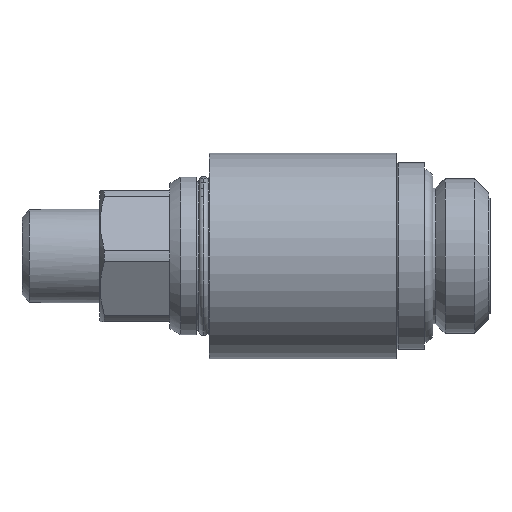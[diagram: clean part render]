
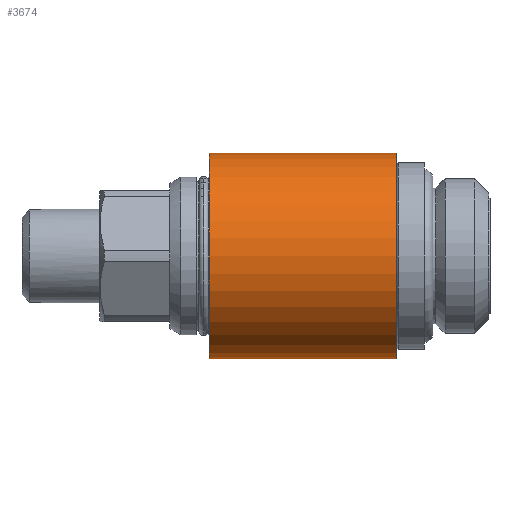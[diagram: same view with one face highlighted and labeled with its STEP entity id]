
A CAD part, left-side view. The second image highlights one B-rep face of the part: STEP entity #3674.
In plain terms, the highlighted cylindrical face has radius 11 mm (diameter 22 mm), a partial arc.
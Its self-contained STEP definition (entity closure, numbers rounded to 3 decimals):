
#13 = DIRECTION ( 'NONE',  ( 0., 1., 0. ) ) ;
#14 = VECTOR ( 'NONE', #13, 1000. ) ;
#15 = CARTESIAN_POINT ( 'NONE',  ( 0., 33.886, -11. ) ) ;
#28 = CARTESIAN_POINT ( 'NONE',  ( 0., 10.3, -11. ) ) ;
#63 = LINE ( 'NONE', #15, #14 ) ;
#83 = DIRECTION ( 'NONE',  ( 0., 1., 0. ) ) ;
#84 = CARTESIAN_POINT ( 'NONE',  ( 0., 33.886, 11. ) ) ;
#85 = LINE ( 'NONE', #84, #88 ) ;
#88 = VECTOR ( 'NONE', #83, 1000. ) ;
#132 = CARTESIAN_POINT ( 'NONE',  ( 0., 10.3, 11. ) ) ;
#408 = CARTESIAN_POINT ( 'NONE',  ( 0., 30.3, 11. ) ) ;
#566 = CYLINDRICAL_SURFACE ( 'NONE', #576, 11. ) ;
#567 = FACE_OUTER_BOUND ( 'NONE', #3682, .T. ) ;
#572 = DIRECTION ( 'NONE',  ( 0., 0., 1. ) ) ;
#573 = DIRECTION ( 'NONE',  ( 0., 1., 0. ) ) ;
#575 = CARTESIAN_POINT ( 'NONE',  ( 0., 33.886, 0. ) ) ;
#576 = AXIS2_PLACEMENT_3D ( 'NONE', #575, #573, #572 ) ;
#579 = CIRCLE ( 'NONE', #596, 11. ) ;
#580 = DIRECTION ( 'NONE',  ( 0., -1., 0. ) ) ;
#582 = AXIS2_PLACEMENT_3D ( 'NONE', #584, #580, #611 ) ;
#583 = CARTESIAN_POINT ( 'NONE',  ( 0., 10.3, 0. ) ) ;
#584 = CARTESIAN_POINT ( 'NONE',  ( 0., 30.3, 0. ) ) ;
#586 = DIRECTION ( 'NONE',  ( 0., 0., 1. ) ) ;
#587 = DIRECTION ( 'NONE',  ( 0., 1., 0. ) ) ;
#596 = AXIS2_PLACEMENT_3D ( 'NONE', #583, #587, #586 ) ;
#603 = CIRCLE ( 'NONE', #582, 11. ) ;
#611 = DIRECTION ( 'NONE',  ( 0., 0., -1. ) ) ;
#2431 = CARTESIAN_POINT ( 'NONE',  ( 0., 30.3, -11. ) ) ;
#3410 = VERTEX_POINT ( 'NONE', #2431 ) ;
#3450 = VERTEX_POINT ( 'NONE', #28 ) ;
#3453 = EDGE_CURVE ( 'NONE', #3450, #3410, #63, .T. ) ;
#3478 = EDGE_CURVE ( 'NONE', #3497, #3487, #85, .T. ) ;
#3487 = VERTEX_POINT ( 'NONE', #408 ) ;
#3497 = VERTEX_POINT ( 'NONE', #132 ) ;
#3674 = ADVANCED_FACE ( 'NONE', ( #567 ), #566, .T. ) ;
#3675 = ORIENTED_EDGE ( 'NONE', *, *, #3680, .T. ) ;
#3679 = ORIENTED_EDGE ( 'NONE', *, *, #3453, .F. ) ;
#3680 = EDGE_CURVE ( 'NONE', #3450, #3497, #579, .T. ) ;
#3681 = EDGE_CURVE ( 'NONE', #3487, #3410, #603, .T. ) ;
#3682 = EDGE_LOOP ( 'NONE', ( #3679, #3675, #3690, #3710 ) ) ;
#3690 = ORIENTED_EDGE ( 'NONE', *, *, #3478, .T. ) ;
#3710 = ORIENTED_EDGE ( 'NONE', *, *, #3681, .T. ) ;
